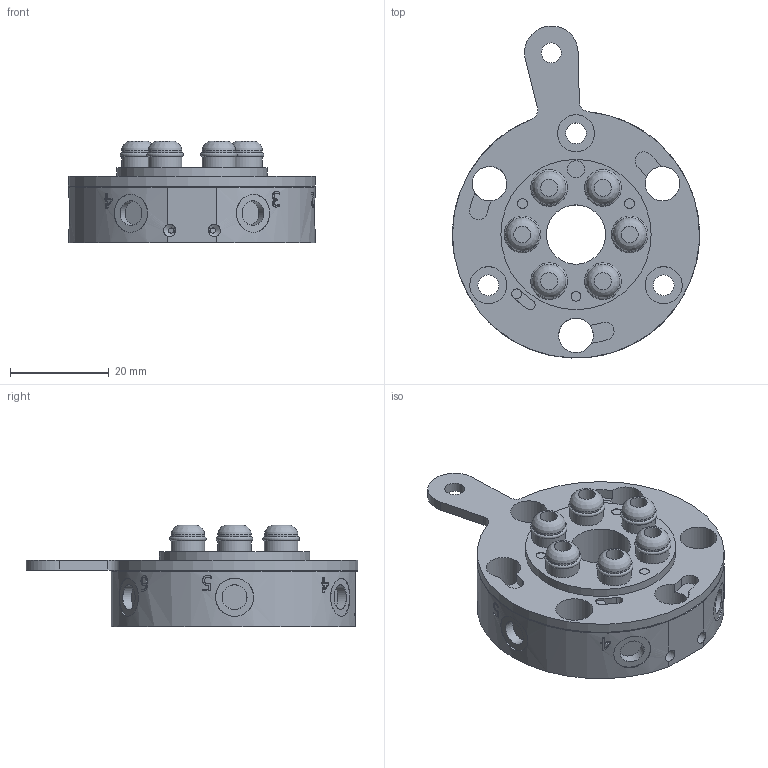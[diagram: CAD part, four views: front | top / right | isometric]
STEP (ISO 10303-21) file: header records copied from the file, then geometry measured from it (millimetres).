
FILE_DESCRIPTION(/* description */ ('SR50-A'),/* implementation_level */ '2;1');
FILE_NAME(/* name */ '0802488.ipt_.step',/* time_stamp */ '2023-10-11T10:58:34+02:00',/* author */ (''),/* organization */ (''),/* preprocessor_version */ 'ST-DEVELOPER v18.1',/* originating_system */ 'Autodesk Inventor 2020',/* authorisation */ '');
FILE_SCHEMA (('AUTOMOTIVE_DESIGN { 1 0 10303 214 3 1 1 }'));
Length unit declared in the file: millimetre
Products named in the file (1): 0802488
Bounding box: 50 x 67.2 x 20.6 mm (x, y, z)
Volume: 23642.1 mm3; surface area: 10089.9 mm2
Topology: 1 solids, 1 shells, 312 faces, 837 edges, 584 vertices
Faces by surface type: plane 125, cylinder 92, bspline 71, cone 18, torus 6
Full cylindrical faces by diameter (mm): 2 x3, 2.5 x2, 3.432 x6, 3.5 x1, 4 x1, 4.2 x3, 5 x6, 5.5 x3, 6 x3, 6.8 x12, 7 x3, 7.5 x3, 12 x1, 14 x1, 30.4 x1
Entity records: 28306 total; most frequent: CARTESIAN_POINT 20482, ORIENTED_EDGE 1674, DIRECTION 1530, EDGE_CURVE 837, AXIS2_PLACEMENT_3D 607, VERTEX_POINT 584, EDGE_LOOP 389, CIRCLE 363
